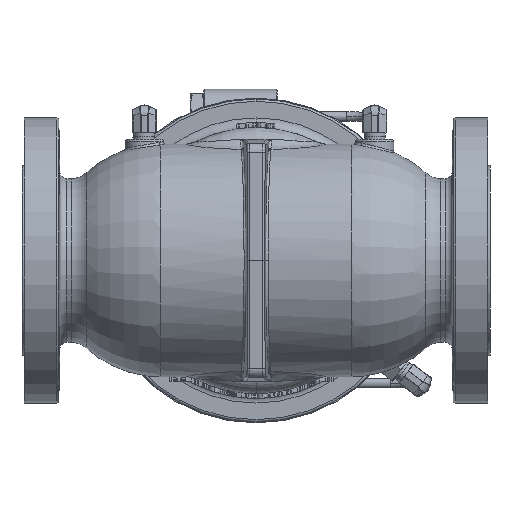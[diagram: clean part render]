
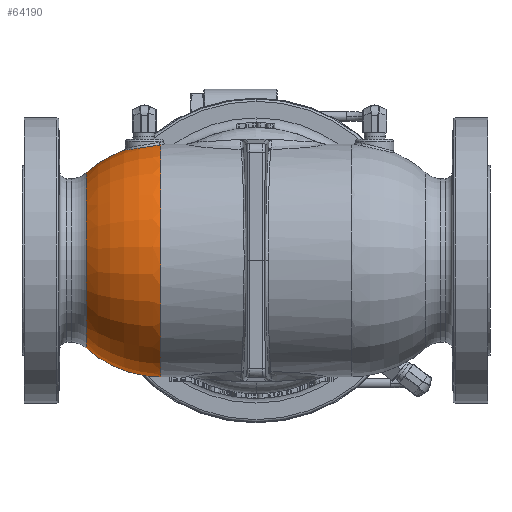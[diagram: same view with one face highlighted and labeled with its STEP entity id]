
A CAD part, front view. The second image highlights one B-rep face of the part: STEP entity #64190.
In plain terms, the highlighted toroidal (fillet/blend) face has major radius 3.175 mm and minor radius 74.6 mm.
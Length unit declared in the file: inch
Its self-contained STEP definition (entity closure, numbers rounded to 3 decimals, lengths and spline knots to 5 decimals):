
#596 = CARTESIAN_POINT ( 'NONE',  ( -2.93154, -0.55102, 2.97964 ) ) ;
#2180 = EDGE_CURVE ( 'NONE', #24327, #3752, #100800, .T. ) ;
#3752 = VERTEX_POINT ( 'NONE', #113508 ) ;
#5223 = CARTESIAN_POINT ( 'NONE',  ( -3.16403, -0.50083, 2.94423 ) ) ;
#9799 = CARTESIAN_POINT ( 'NONE',  ( -2.72497, -0.51279, 3.01014 ) ) ;
#10694 = CARTESIAN_POINT ( 'NONE',  ( -2.5, 0., 0.125 ) ) ;
#11388 = CARTESIAN_POINT ( 'NONE',  ( -3.21345, -0.47438, 2.93653 ) ) ;
#12628 = CARTESIAN_POINT ( 'NONE',  ( -2.5, -0.34636, 3.04235 ) ) ;
#12949 = DIRECTION ( 'NONE',  ( 0., 0., 1. ) ) ;
#14119 = CARTESIAN_POINT ( 'NONE',  ( -3.27017, -0.43167, 2.9276 ) ) ;
#14916 = CARTESIAN_POINT ( 'NONE',  ( -2.5, -0.34636, 3.04235 ) ) ;
#15263 = CARTESIAN_POINT ( 'NONE',  ( -2.87509, -0.54848, 2.98806 ) ) ;
#15917 = CARTESIAN_POINT ( 'NONE',  ( -3.39256, -0.29568, 2.90813 ) ) ;
#16064 = FACE_OUTER_BOUND ( 'NONE', #109337, .T. ) ;
#17133 = ORIENTED_EDGE ( 'NONE', *, *, #31105, .T. ) ;
#19588 = DIRECTION ( 'NONE',  ( 0., 0., 1. ) ) ;
#21356 = CARTESIAN_POINT ( 'NONE',  ( -4.47199, 0., 0. ) ) ;
#21940 = AXIS2_PLACEMENT_3D ( 'NONE', #70831, #88105, #68090 ) ;
#24182 = CARTESIAN_POINT ( 'NONE',  ( -3.47835, 0., 2.89426 ) ) ;
#24252 = ORIENTED_EDGE ( 'NONE', *, *, #81181, .F. ) ;
#24327 = VERTEX_POINT ( 'NONE', #12628 ) ;
#26451 = CARTESIAN_POINT ( 'NONE',  ( -3.04285, -0.5389, 2.96282 ) ) ;
#27683 = CARTESIAN_POINT ( 'NONE',  ( -2.97376, -0.54967, 2.9733 ) ) ;
#27875 = CARTESIAN_POINT ( 'NONE',  ( -4.47199, 0., -2.30152 ) ) ;
#27948 = CARTESIAN_POINT ( 'NONE',  ( -3.00159, -0.54662, 2.96909 ) ) ;
#28203 = VERTEX_POINT ( 'NONE', #27875 ) ;
#30212 = DIRECTION ( 'NONE',  ( 0., 0., 1. ) ) ;
#31105 = EDGE_CURVE ( 'NONE', #28203, #84551, #59606, .T. ) ;
#31143 = AXIS2_PLACEMENT_3D ( 'NONE', #89219, #36601, #98115 ) ;
#32997 = CARTESIAN_POINT ( 'NONE',  ( -2.67372, -0.48937, 3.01757 ) ) ;
#33356 = CARTESIAN_POINT ( 'NONE',  ( -3.08371, -0.52853, 2.95658 ) ) ;
#35042 = CARTESIAN_POINT ( 'NONE',  ( -2.75182, -0.52263, 3.00623 ) ) ;
#35307 = CARTESIAN_POINT ( 'NONE',  ( -3.34199, -0.36404, 2.91623 ) ) ;
#36601 = DIRECTION ( 'NONE',  ( -1., 0., 0. ) ) ;
#38077 = AXIS2_PLACEMENT_3D ( 'NONE', #10694, #72273, #19588 ) ;
#38817 = CARTESIAN_POINT ( 'NONE',  ( -2.56911, -0.4179, 3.03256 ) ) ;
#41793 = CARTESIAN_POINT ( 'NONE',  ( -3.47835, -0.02838, 2.89426 ) ) ;
#42068 = CARTESIAN_POINT ( 'NONE',  ( -2.53749, -0.38925, 3.03705 ) ) ;
#44901 = CARTESIAN_POINT ( 'NONE',  ( -3.46036, -0.1404, 2.89718 ) ) ;
#45639 = CARTESIAN_POINT ( 'NONE',  ( -2.61395, -0.45261, 3.02616 ) ) ;
#46012 = CARTESIAN_POINT ( 'NONE',  ( -3.46964, -0.0986, 2.89568 ) ) ;
#46528 = CARTESIAN_POINT ( 'NONE',  ( -3.40718, -0.2713, 2.90578 ) ) ;
#50760 = CARTESIAN_POINT ( 'NONE',  ( -2.64917, -0.47578, 3.02111 ) ) ;
#53182 = CIRCLE ( 'NONE', #38077, 2.937 ) ;
#59606 = CIRCLE ( 'NONE', #21940, 2.937 ) ;
#59888 = CARTESIAN_POINT ( 'NONE',  ( -3.09727, -0.52434, 2.9545 ) ) ;
#60787 = CARTESIAN_POINT ( 'NONE',  ( -3.30238, -0.404, 2.92251 ) ) ;
#62078 = CARTESIAN_POINT ( 'NONE',  ( -4.47199, 0., 2.30152 ) ) ;
#62172 = CARTESIAN_POINT ( 'NONE',  ( -2.8891, -0.54966, 2.98598 ) ) ;
#62865 = TOROIDAL_SURFACE ( 'NONE', #80910, 0.125, 2.937 ) ;
#64190 = ADVANCED_FACE ( 'NONE', ( #16064 ), #62865, .T. ) ;
#67762 = ORIENTED_EDGE ( 'NONE', *, *, #82859, .F. ) ;
#68090 = DIRECTION ( 'NONE',  ( 0., 0., -1. ) ) ;
#70831 = CARTESIAN_POINT ( 'NONE',  ( -2.5, 0., -0.125 ) ) ;
#72273 = DIRECTION ( 'NONE',  ( 0., 1., 0. ) ) ;
#72615 = CARTESIAN_POINT ( 'NONE',  ( -3.45653, -0.15421, 2.89781 ) ) ;
#74096 = DIRECTION ( 'NONE',  ( 1., 0., 0. ) ) ;
#74883 = CARTESIAN_POINT ( 'NONE',  ( -3.44357, -0.19481, 2.89991 ) ) ;
#74917 = CARTESIAN_POINT ( 'NONE',  ( -2.5, 0., -3.062 ) ) ;
#77009 = CARTESIAN_POINT ( 'NONE',  ( -2.51796, -0.36859, 3.03982 ) ) ;
#78294 = CARTESIAN_POINT ( 'NONE',  ( -2.83335, -0.54337, 2.99425 ) ) ;
#79172 = CARTESIAN_POINT ( 'NONE',  ( -2.58007, -0.42708, 3.031 ) ) ;
#80580 = AXIS2_PLACEMENT_3D ( 'NONE', #21356, #82754, #30212 ) ;
#80910 = AXIS2_PLACEMENT_3D ( 'NONE', #100711, #74096, #12949 ) ;
#81181 = EDGE_CURVE ( 'NONE', #28203, #114212, #89527, .T. ) ;
#82154 = CARTESIAN_POINT ( 'NONE',  ( -3.38472, -0.30768, 2.90939 ) ) ;
#82754 = DIRECTION ( 'NONE',  ( -1., 0., 0. ) ) ;
#82859 = EDGE_CURVE ( 'NONE', #114212, #3752, #53182, .T. ) ;
#83319 = CARTESIAN_POINT ( 'NONE',  ( -2.80591, -0.53787, 2.9983 ) ) ;
#84066 = CARTESIAN_POINT ( 'NONE',  ( -3.46692, -0.11256, 2.89612 ) ) ;
#84551 = VERTEX_POINT ( 'NONE', #74917 ) ;
#88105 = DIRECTION ( 'NONE',  ( 0., -1., 0. ) ) ;
#89219 = CARTESIAN_POINT ( 'NONE',  ( -2.5, 0., 0. ) ) ;
#89527 = CIRCLE ( 'NONE', #80580, 2.30152 ) ;
#90662 = CARTESIAN_POINT ( 'NONE',  ( -3.36004, -0.34241, 2.91334 ) ) ;
#91488 = ORIENTED_EDGE ( 'NONE', *, *, #96291, .T. ) ;
#94697 = CARTESIAN_POINT ( 'NONE',  ( -2.91732, -0.55093, 2.98177 ) ) ;
#95694 = CARTESIAN_POINT ( 'NONE',  ( -3.41399, -0.25888, 2.90468 ) ) ;
#96291 = EDGE_CURVE ( 'NONE', #84551, #24327, #97234, .T. ) ;
#97234 = CIRCLE ( 'NONE', #31143, 3.062 ) ;
#98115 = DIRECTION ( 'NONE',  ( 0., 0., 1. ) ) ;
#99078 = CARTESIAN_POINT ( 'NONE',  ( -2.60247, -0.44442, 3.0278 ) ) ;
#99911 = ORIENTED_EDGE ( 'NONE', *, *, #2180, .T. ) ;
#100711 = CARTESIAN_POINT ( 'NONE',  ( -2.5, 0., 0. ) ) ;
#100800 = B_SPLINE_CURVE_WITH_KNOTS ( 'NONE', 3,
 ( #14916, #77009, #42068, #38817, #79172, #99078, #45639, #50760, #32997, #9799, #35042, #83319, #78294, #15263, #62172, #94697, #596, #27683, #27948, #26451, #112946, #33356, #59888, #5223, #11388, #14119, #101857, #60787, #114267, #35307, #90662, #82154, #15917, #46528, #95694, #104995, #74883, #72615, #44901, #84066, #46012, #103212, #41793, #24182 ),
 .UNSPECIFIED., .F., .F.,
 ( 4, 2, 2, 2, 2, 2, 2, 2, 2, 2, 2, 2, 2, 2, 2, 2, 2, 2, 2, 2, 2, 4 ),
 ( 0., 0.00218, 0.00326, 0.00435, 0.00653, 0.0087, 0.01088, 0.01197, 0.01306, 0.01523, 0.01632, 0.01741, 0.02176, 0.02285, 0.02394, 0.02611, 0.0272, 0.02829, 0.03046, 0.03155, 0.03264, 0.03482 ),
 .UNSPECIFIED. ) ;
#101857 = CARTESIAN_POINT ( 'NONE',  ( -3.2812, -0.42268, 2.92586 ) ) ;
#103212 = CARTESIAN_POINT ( 'NONE',  ( -3.47617, -0.05657, 2.89462 ) ) ;
#104995 = CARTESIAN_POINT ( 'NONE',  ( -3.43292, -0.22097, 2.90163 ) ) ;
#109337 = EDGE_LOOP ( 'NONE', ( #24252, #17133, #91488, #99911, #67762 ) ) ;
#112946 = CARTESIAN_POINT ( 'NONE',  ( -3.05653, -0.5358, 2.96073 ) ) ;
#113508 = CARTESIAN_POINT ( 'NONE',  ( -3.47835, 0., 2.89426 ) ) ;
#114212 = VERTEX_POINT ( 'NONE', #62078 ) ;
#114267 = CARTESIAN_POINT ( 'NONE',  ( -3.31258, -0.39429, 2.9209 ) ) ;
